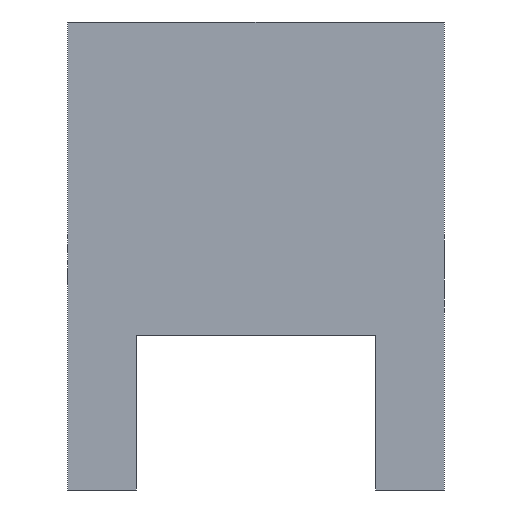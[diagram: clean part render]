
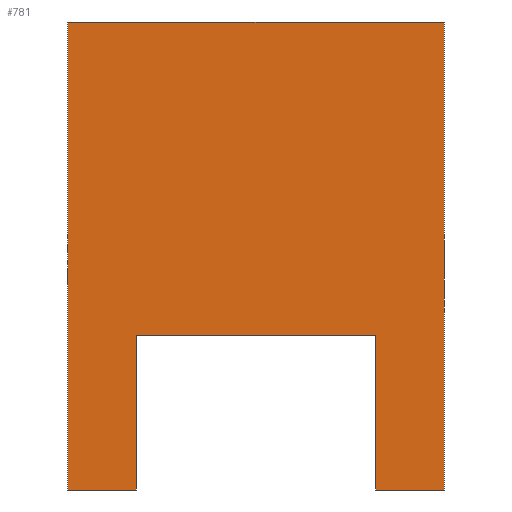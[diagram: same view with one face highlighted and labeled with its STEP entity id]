
A CAD part, left-side view. The second image highlights one B-rep face of the part: STEP entity #781.
In plain terms, the highlighted planar face has unit normal (-1, 0, 0).
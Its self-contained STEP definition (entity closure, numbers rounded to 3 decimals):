
#33=PLANE('',#850);
#76=FACE_OUTER_BOUND('',#119,.T.);
#119=EDGE_LOOP('',(#611,#612,#613,#614,#615,#616,#617,#618));
#161=LINE('',#1218,#237);
#164=LINE('',#1224,#240);
#169=LINE('',#1233,#245);
#172=LINE('',#1239,#248);
#175=LINE('',#1245,#251);
#179=LINE('',#1254,#255);
#180=LINE('',#1256,#256);
#181=LINE('',#1257,#257);
#237=VECTOR('',#956,10.);
#240=VECTOR('',#961,10.);
#245=VECTOR('',#968,10.);
#248=VECTOR('',#973,10.);
#251=VECTOR('',#978,10.);
#255=VECTOR('',#986,10.);
#256=VECTOR('',#987,10.);
#257=VECTOR('',#988,10.);
#361=VERTEX_POINT('',#1214);
#363=VERTEX_POINT('',#1217);
#365=VERTEX_POINT('',#1223);
#368=VERTEX_POINT('',#1231);
#370=VERTEX_POINT('',#1237);
#372=VERTEX_POINT('',#1243);
#375=VERTEX_POINT('',#1253);
#376=VERTEX_POINT('',#1255);
#446=EDGE_CURVE('',#361,#363,#161,.T.);
#449=EDGE_CURVE('',#363,#365,#164,.T.);
#454=EDGE_CURVE('',#361,#368,#169,.T.);
#457=EDGE_CURVE('',#368,#370,#172,.T.);
#460=EDGE_CURVE('',#372,#370,#175,.T.);
#464=EDGE_CURVE('',#375,#372,#179,.T.);
#465=EDGE_CURVE('',#375,#376,#180,.T.);
#466=EDGE_CURVE('',#376,#365,#181,.F.);
#611=ORIENTED_EDGE('',*,*,#454,.T.);
#612=ORIENTED_EDGE('',*,*,#457,.T.);
#613=ORIENTED_EDGE('',*,*,#460,.F.);
#614=ORIENTED_EDGE('',*,*,#464,.F.);
#615=ORIENTED_EDGE('',*,*,#465,.T.);
#616=ORIENTED_EDGE('',*,*,#466,.T.);
#617=ORIENTED_EDGE('',*,*,#449,.F.);
#618=ORIENTED_EDGE('',*,*,#446,.F.);
#781=ADVANCED_FACE('',(#76),#33,.T.);
#850=AXIS2_PLACEMENT_3D('',#1252,#984,#985);
#956=DIRECTION('',(0.,0.,-1.));
#961=DIRECTION('',(0.,1.,0.));
#968=DIRECTION('',(0.,-1.,0.));
#973=DIRECTION('',(0.,0.,-1.));
#978=DIRECTION('',(0.,1.,0.));
#984=DIRECTION('center_axis',(-1.,0.,0.));
#985=DIRECTION('ref_axis',(0.,1.,0.));
#986=DIRECTION('',(0.,0.,-1.));
#987=DIRECTION('',(0.,1.,0.));
#988=DIRECTION('',(0.,0.,1.));
#1214=CARTESIAN_POINT('',(28.757,-47.6,-10.5));
#1217=CARTESIAN_POINT('',(28.757,-47.6,-24.));
#1218=CARTESIAN_POINT('',(28.757,-47.6,-10.5));
#1223=CARTESIAN_POINT('',(28.757,-41.6,-24.));
#1224=CARTESIAN_POINT('',(28.757,-41.6,-24.));
#1231=CARTESIAN_POINT('',(28.757,-68.6,-10.5));
#1233=CARTESIAN_POINT('',(28.757,-62.916,-10.5));
#1237=CARTESIAN_POINT('',(28.757,-68.6,-24.));
#1239=CARTESIAN_POINT('',(28.757,-68.6,-10.5));
#1243=CARTESIAN_POINT('',(28.757,-74.6,-24.));
#1245=CARTESIAN_POINT('',(28.757,-74.6,-24.));
#1252=CARTESIAN_POINT('Origin',(28.757,-75.011,17.));
#1253=CARTESIAN_POINT('',(28.757,-74.6,17.));
#1254=CARTESIAN_POINT('',(28.757,-74.6,-10.5));
#1255=CARTESIAN_POINT('',(28.757,-41.6,17.));
#1256=CARTESIAN_POINT('',(28.757,-75.011,17.));
#1257=CARTESIAN_POINT('',(28.757,-41.6,17.));
